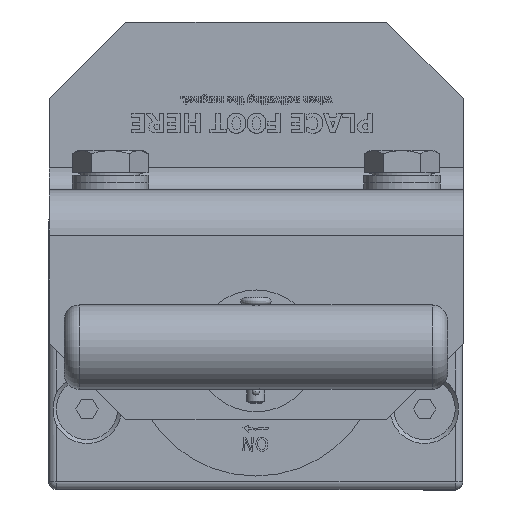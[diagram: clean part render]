
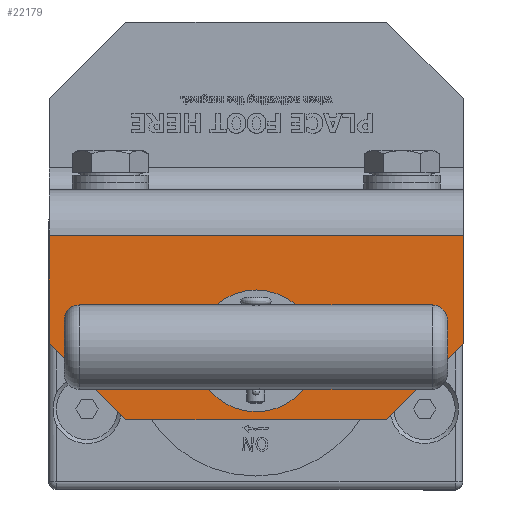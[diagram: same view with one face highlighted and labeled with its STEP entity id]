
A CAD part, top view. The second image highlights one B-rep face of the part: STEP entity #22179.
In plain terms, the highlighted face is planar.
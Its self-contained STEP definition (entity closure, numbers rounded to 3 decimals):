
#3556=LINE($,#40143,#5594);
#3562=LINE($,#40154,#5600);
#3567=LINE($,#40168,#5605);
#3570=LINE($,#40173,#5608);
#3591=LINE($,#40236,#5629);
#3594=LINE($,#40248,#5632);
#5594=VECTOR($,#26887,28.284);
#5600=VECTOR($,#26895,28.);
#5605=VECTOR($,#26906,28.284);
#5608=VECTOR($,#26911,28.);
#5629=VECTOR($,#26982,108.);
#5632=VECTOR($,#26999,68.);
#6283=PLANE($,#23128);
#6521=FACE_BOUND($,#9194,.T.);
#7797=FACE_OUTER_BOUND($,#9193,.T.);
#9193=EDGE_LOOP($,(#20783,#20784,#20785,#20786,#20787,#20788));
#9194=EDGE_LOOP($,(#20789));
#9426=CIRCLE($,#23108,13.25);
#11493=VERTEX_POINT($,#40141);
#11494=VERTEX_POINT($,#40142);
#11498=VERTEX_POINT($,#40152);
#11503=VERTEX_POINT($,#40166);
#11504=VERTEX_POINT($,#40167);
#11505=VERTEX_POINT($,#40172);
#11516=VERTEX_POINT($,#40207);
#14583=EDGE_CURVE($,#11493,#11494,#3556,.T.);
#14589=EDGE_CURVE($,#11498,#11493,#3562,.T.);
#14595=EDGE_CURVE($,#11503,#11504,#3567,.T.);
#14598=EDGE_CURVE($,#11504,#11505,#3570,.T.);
#14614=EDGE_CURVE($,#11516,#11516,#9426,.T.);
#14628=EDGE_CURVE($,#11498,#11505,#3591,.T.);
#14635=EDGE_CURVE($,#11494,#11503,#3594,.T.);
#20783=ORIENTED_EDGE($,*,*,#14583,.F.);
#20784=ORIENTED_EDGE($,*,*,#14589,.F.);
#20785=ORIENTED_EDGE($,*,*,#14628,.T.);
#20786=ORIENTED_EDGE($,*,*,#14598,.F.);
#20787=ORIENTED_EDGE($,*,*,#14595,.F.);
#20788=ORIENTED_EDGE($,*,*,#14635,.F.);
#20789=ORIENTED_EDGE($,*,*,#14614,.T.);
#22179=ADVANCED_FACE($,(#7797,#6521),#6283,.T.);
#23108=AXIS2_PLACEMENT_3D($,#40208,#26947,#26948);
#23128=AXIS2_PLACEMENT_3D($,#40249,#27000,#27001);
#26887=DIRECTION($,(-0.707,-0.707,0.));
#26895=DIRECTION($,(-1.,0.,0.));
#26906=DIRECTION($,(0.707,-0.707,0.));
#26911=DIRECTION($,(1.,0.,0.));
#26947=DIRECTION('center_axis',(0.,0.,
1.));
#26948=DIRECTION('ref_axis',(-1.,0.,0.));
#26982=DIRECTION($,(0.,-1.,0.));
#26999=DIRECTION($,(0.,-1.,0.));
#27000=DIRECTION('center_axis',(0.,0.,
-1.));
#27001=DIRECTION('ref_axis',(-1.,0.,0.));
#40141=CARTESIAN_POINT('',(-34.,54.,-75.));
#40142=CARTESIAN_POINT('',(-54.,34.,-75.));
#40143=CARTESIAN_POINT($,(-49.804,38.196,-75.));
#40152=CARTESIAN_POINT('',(-6.,54.,-75.));
#40154=CARTESIAN_POINT($,(-6.,54.,-75.));
#40166=CARTESIAN_POINT('',(-54.,-34.,-75.));
#40167=CARTESIAN_POINT('',(-34.,-54.,-75.));
#40168=CARTESIAN_POINT($,(-49.804,-38.196,-75.));
#40172=CARTESIAN_POINT('',(-6.,-54.,-75.));
#40173=CARTESIAN_POINT($,(21.143,-54.,-75.));
#40207=CARTESIAN_POINT('',(-49.25,0.,-75.));
#40208=CARTESIAN_POINT('Origin',(-36.,0.,-75.));
#40236=CARTESIAN_POINT($,(-6.,0.,-75.));
#40248=CARTESIAN_POINT($,(-54.,54.,-75.));
#40249=CARTESIAN_POINT('Origin',(-23.214,0.,
-75.));
